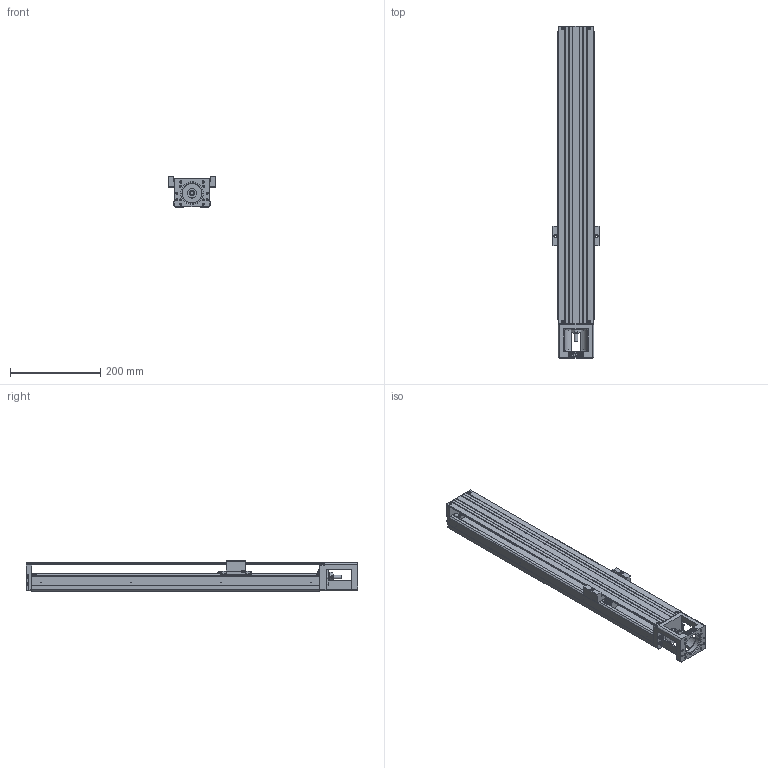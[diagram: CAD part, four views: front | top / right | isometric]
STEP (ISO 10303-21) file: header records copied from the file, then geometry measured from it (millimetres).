
FILE_DESCRIPTION(/* description */ (''),/* implementation_level */ '2;1');
FILE_NAME(/* name */ 'KM45C+640N0_1040_stp.stp',/* time_stamp */ '2010-01-21T09:02:38+08:00',/* author */ (''),/* organization */ (''),/* preprocessor_version */ 'ST-DEVELOPER v11',/* originating_system */ 'UGS - NX 5.0',/* authorisation */ '');
FILE_SCHEMA (('CONFIG_CONTROL_DESIGN'));
Length unit declared in the file: millimetre
Products named in the file (1): shin8F2Ekm4w
Bounding box: 104 x 737.5 x 67 mm (x, y, z)
Volume: 1494838.5 mm3; surface area: 406198.3 mm2
Topology: 3 solids, 22 shells, 1324 faces, 3379 edges, 2203 vertices
Faces by surface type: plane 846, cylinder 283, cone 133, torus 26, extrusion 21, sphere 13, bspline 2
Full cylindrical faces by diameter (mm): 1.6 x8, 2 x4, 2.5 x12, 3.3 x9, 3.5 x4, 4.2 x4, 4.5 x4, 5.2 x6, 6 x2, 6.6 x12, 6.8 x8, 7 x8, 7.5 x4, 8 x9, 8.1 x1, 9 x4, 10 x4, 11 x14, 12 x5, 13 x2, 15 x1, 16 x3, 16.5 x1, 17 x3, 18 x3, 19 x2, 20 x3, 28 x1, 44 x1, 50 x1
Entity records: 38961 total; most frequent: CARTESIAN_POINT 7990, DIRECTION 6244, ORIENTED_EDGE 6022, EDGE_CURVE 3011, VECTOR 2130, VERTEX_POINT 2120, LINE 2109, AXIS2_PLACEMENT_3D 2057
